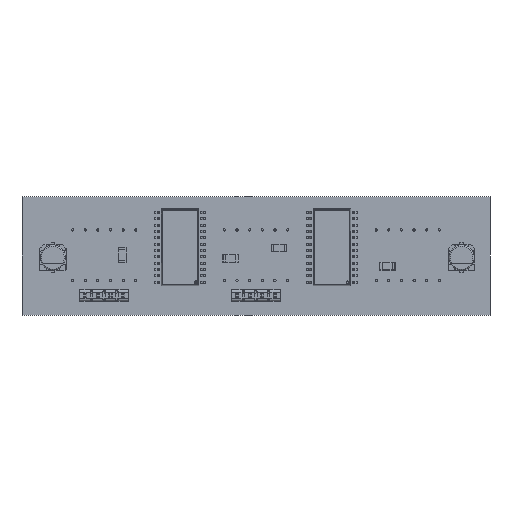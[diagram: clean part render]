
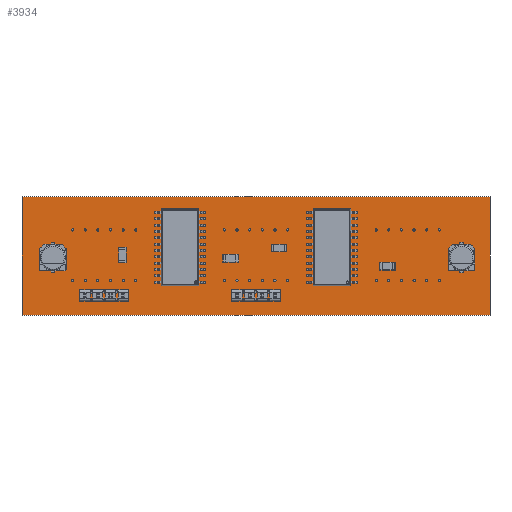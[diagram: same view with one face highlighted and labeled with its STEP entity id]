
A CAD part, left-side view. The second image highlights one B-rep face of the part: STEP entity #3934.
In plain terms, the highlighted planar face has unit normal (-1, 0, 0).
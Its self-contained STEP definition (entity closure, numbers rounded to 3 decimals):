
#3802=CARTESIAN_POINT('',(56.965,-4.884,21.141));
#3803=VERTEX_POINT('',#3802);
#3810=CARTESIAN_POINT('',(56.965,-4.884,-2.671));
#3811=VERTEX_POINT('',#3810);
#3812=CARTESIAN_POINT('',(56.965,-4.884,-2.671));
#3813=DIRECTION('',(0.,0.,1.));
#3814=VECTOR('',#3813,23.813);
#3815=LINE('',#3812,#3814);
#3816=EDGE_CURVE('',#3811,#3803,#3815,.T.);
#3840=CARTESIAN_POINT('',(56.965,89.096,21.141));
#3841=VERTEX_POINT('',#3840);
#3848=CARTESIAN_POINT('',(56.965,-4.884,21.141));
#3849=DIRECTION('',(0.,1.,-0.));
#3850=VECTOR('',#3849,93.98);
#3851=LINE('',#3848,#3850);
#3852=EDGE_CURVE('',#3803,#3841,#3851,.T.);
#3871=CARTESIAN_POINT('',(56.965,89.096,-2.671));
#3872=VERTEX_POINT('',#3871);
#3879=CARTESIAN_POINT('',(56.965,89.096,21.141));
#3880=DIRECTION('',(-0.,-0.,-1.));
#3881=VECTOR('',#3880,23.813);
#3882=LINE('',#3879,#3881);
#3883=EDGE_CURVE('',#3841,#3872,#3882,.T.);
#3901=CARTESIAN_POINT('',(56.965,89.096,-2.671));
#3902=DIRECTION('',(-0.,-1.,0.));
#3903=VECTOR('',#3902,93.98);
#3904=LINE('',#3901,#3903);
#3905=EDGE_CURVE('',#3872,#3811,#3904,.T.);
#3923=CARTESIAN_POINT('',(56.965,-4.884,-2.671));
#3924=DIRECTION('',(1.,-0.,0.));
#3925=DIRECTION('',(0.,1.,-0.));
#3926=AXIS2_PLACEMENT_3D('',#3923,#3924,#3925);
#3927=PLANE('',#3926);
#3928=ORIENTED_EDGE('',*,*,#3816,.T.);
#3929=ORIENTED_EDGE('',*,*,#3852,.T.);
#3930=ORIENTED_EDGE('',*,*,#3883,.T.);
#3931=ORIENTED_EDGE('',*,*,#3905,.T.);
#3932=EDGE_LOOP('',(#3928,#3929,#3930,#3931));
#3933=FACE_BOUND('',#3932,.T.);
#3934=ADVANCED_FACE('',(#3933),#3927,.F.);
